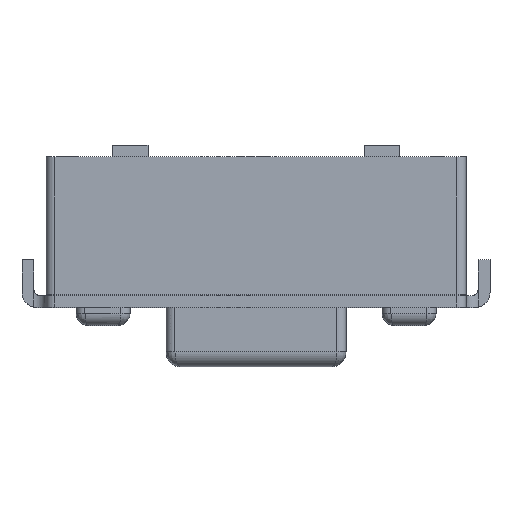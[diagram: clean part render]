
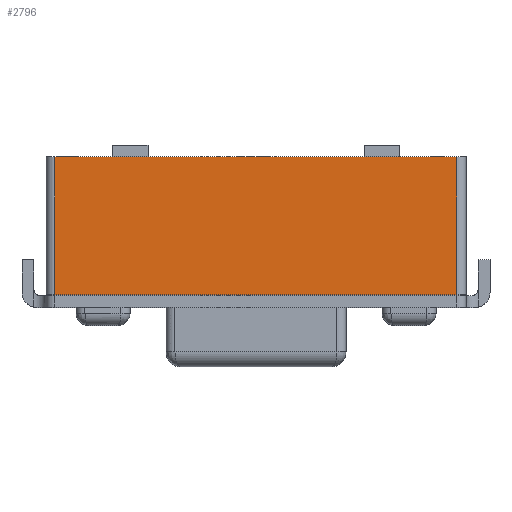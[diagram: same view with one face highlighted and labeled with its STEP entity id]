
A CAD part, top view. The second image highlights one B-rep face of the part: STEP entity #2796.
In plain terms, the highlighted planar face has unit normal (0, 0, 1).
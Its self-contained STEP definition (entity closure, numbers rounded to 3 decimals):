
#2739=CARTESIAN_POINT('',(-3.35,-0.59,3.51));
#2740=VERTEX_POINT('',#2739);
#2748=CARTESIAN_POINT('',(-3.35,1.71,3.51));
#2749=VERTEX_POINT('',#2748);
#2750=CARTESIAN_POINT('',(-3.35,1.71,3.51));
#2751=DIRECTION('',(-0.,-1.,-0.));
#2752=VECTOR('',#2751,2.3);
#2753=LINE('',#2750,#2752);
#2754=EDGE_CURVE('NONE',#2749,#2740,#2753,.T.);
#2766=CARTESIAN_POINT('',(0.,0.,3.51));
#2767=DIRECTION('',(0.,0.,1.));
#2768=DIRECTION('',(1.,0.,0.));
#2769=AXIS2_PLACEMENT_3D('',#2766,#2767,#2768);
#2770=PLANE('',#2769);
#2771=ORIENTED_EDGE('',*,*,#2754,.T.);
#2772=CARTESIAN_POINT('',(3.35,-0.59,3.51));
#2773=VERTEX_POINT('',#2772);
#2774=CARTESIAN_POINT('',(-3.35,-0.59,3.51));
#2775=DIRECTION('',(1.,0.,-0.));
#2776=VECTOR('',#2775,6.7);
#2777=LINE('',#2774,#2776);
#2778=EDGE_CURVE('NONE',#2740,#2773,#2777,.T.);
#2779=ORIENTED_EDGE('',*,*,#2778,.T.);
#2780=CARTESIAN_POINT('',(3.35,1.71,3.51));
#2781=VERTEX_POINT('',#2780);
#2782=CARTESIAN_POINT('',(3.35,-0.59,3.51));
#2783=DIRECTION('',(0.,1.,0.));
#2784=VECTOR('',#2783,2.3);
#2785=LINE('',#2782,#2784);
#2786=EDGE_CURVE('',#2773,#2781,#2785,.T.);
#2787=ORIENTED_EDGE('',*,*,#2786,.T.);
#2788=CARTESIAN_POINT('',(3.35,1.71,3.51));
#2789=DIRECTION('',(-1.,-0.,0.));
#2790=VECTOR('',#2789,6.7);
#2791=LINE('',#2788,#2790);
#2792=EDGE_CURVE('NONE',#2781,#2749,#2791,.T.);
#2793=ORIENTED_EDGE('',*,*,#2792,.T.);
#2794=EDGE_LOOP('',(#2771,#2779,#2787,#2793));
#2795=FACE_BOUND('',#2794,.T.);
#2796=ADVANCED_FACE('NONE',(#2795),#2770,.T.);
